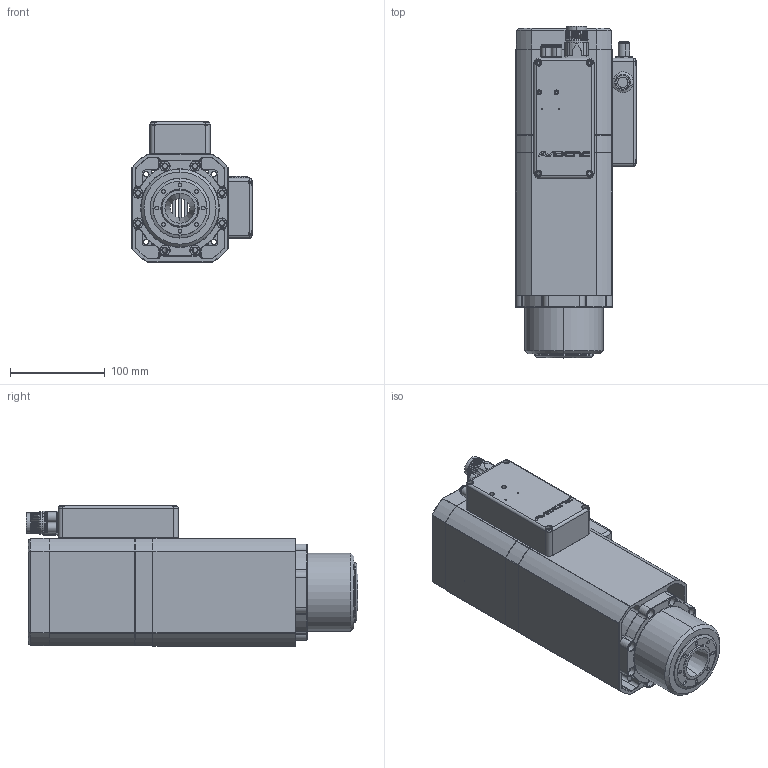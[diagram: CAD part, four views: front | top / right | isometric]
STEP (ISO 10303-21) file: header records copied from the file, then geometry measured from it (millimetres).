
FILE_DESCRIPTION (( 'STEP AP214' ), '1' );
FILE_NAME ('AV70S.STEP', '2025-07-22T18:40:01', ( 'crpadmin' ), ( '' ), 'SwSTEP 2.0', 'SolidWorks 2025', '' );
FILE_SCHEMA (( 'AUTOMOTIVE_DESIGN' ));
Length unit declared in the file: inch
Products named in the file (1): AV70S
Bounding box: 127 x 351.06 x 148.39 mm (x, y, z)
Volume: 1374028.2 mm3; surface area: 501124.2 mm2
Topology: 31 solids, 31 shells, 2911 faces, 7397 edges, 4641 vertices
Faces by surface type: cylinder 1177, plane 954, cone 494, torus 222, bspline 52, sphere 12
Entity records: 123214 total; most frequent: CARTESIAN_POINT 51464, DIRECTION 15405, ORIENTED_EDGE 14774, EDGE_CURVE 7387, AXIS2_PLACEMENT_3D 5917, VERTEX_POINT 4641, VECTOR 3571, LINE 3571
